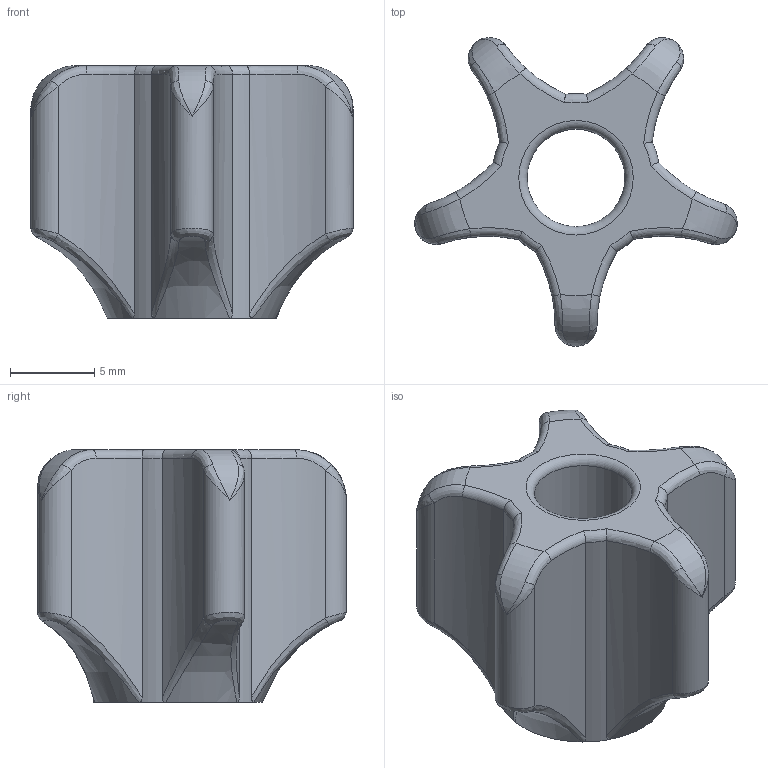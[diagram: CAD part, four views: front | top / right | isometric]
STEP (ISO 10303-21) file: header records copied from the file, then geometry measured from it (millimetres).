
FILE_DESCRIPTION(/* description */ (''),/* implementation_level */ '2;1');
FILE_NAME(/* name */ 'GPS_KNOB.step',/* time_stamp */ '2025-08-25T19:37:43+02:00',/* author */ (''),/* organization */ (''),/* preprocessor_version */ 'ST-DEVELOPER v20.1',/* originating_system */ 'Autodesk Translation Framework v14.10.0.0',/* authorisation */ '');
FILE_SCHEMA (('AUTOMOTIVE_DESIGN { 1 0 10303 214 3 1 1 }'));
Length unit declared in the file: millimetre
Products named in the file (1): GPS_KNOB
Bounding box: 19.14 x 18.33 x 15 mm (x, y, z)
Volume: 1644.3 mm3; surface area: 1377 mm2
Topology: 1 solids, 1 shells, 84 faces, 201 edges, 109 vertices
Faces by surface type: bspline 35, torus 26, cylinder 21, plane 2
Full cylindrical faces by diameter (mm): 5.8 x1
Entity records: 3751 total; most frequent: CARTESIAN_POINT 2069, ORIENTED_EDGE 382, DIRECTION 281, EDGE_CURVE 191, AXIS2_PLACEMENT_3D 130, VERTEX_POINT 109, B_SPLINE_CURVE_WITH_KNOTS 90, EDGE_LOOP 86
